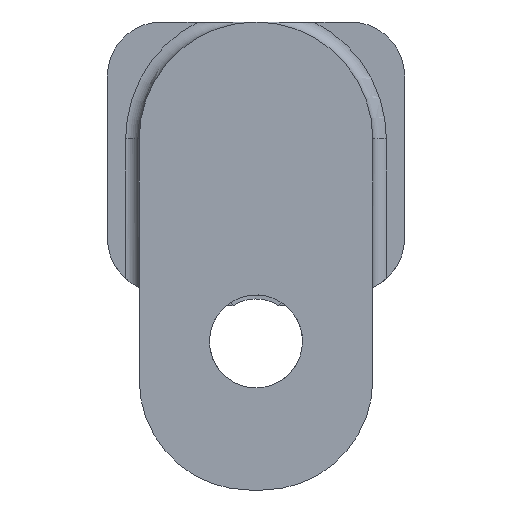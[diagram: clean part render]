
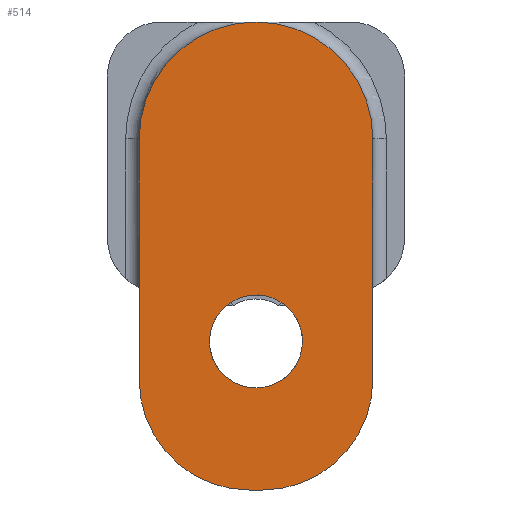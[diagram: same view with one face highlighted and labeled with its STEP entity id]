
A CAD part, front view. The second image highlights one B-rep face of the part: STEP entity #514.
In plain terms, the highlighted planar face has unit normal (0, -1, 0).
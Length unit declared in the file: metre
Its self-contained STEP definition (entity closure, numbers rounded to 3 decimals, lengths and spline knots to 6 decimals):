
#45=CIRCLE('',#561,0.004325);
#46=CIRCLE('',#563,0.00408);
#47=CIRCLE('',#566,0.00408);
#48=CIRCLE('',#568,0.001722);
#108=ORIENTED_EDGE('',*,*,#253,.T.);
#109=ORIENTED_EDGE('',*,*,#236,.T.);
#110=ORIENTED_EDGE('',*,*,#247,.T.);
#111=ORIENTED_EDGE('',*,*,#244,.F.);
#112=ORIENTED_EDGE('',*,*,#252,.F.);
#113=ORIENTED_EDGE('',*,*,#250,.T.);
#114=ORIENTED_EDGE('',*,*,#248,.F.);
#236=EDGE_CURVE('',#315,#314,#359,.T.);
#244=EDGE_CURVE('',#320,#316,#365,.T.);
#247=EDGE_CURVE('',#314,#316,#45,.T.);
#248=EDGE_CURVE('',#315,#322,#46,.T.);
#250=EDGE_CURVE('',#323,#322,#367,.T.);
#252=EDGE_CURVE('',#323,#320,#47,.T.);
#253=EDGE_CURVE('',#324,#324,#48,.F.);
#314=VERTEX_POINT('',#794);
#315=VERTEX_POINT('',#796);
#316=VERTEX_POINT('',#804);
#320=VERTEX_POINT('',#815);
#322=VERTEX_POINT('',#824);
#323=VERTEX_POINT('',#828);
#324=VERTEX_POINT('',#834);
#359=LINE('',#795,#398);
#365=LINE('',#816,#404);
#367=LINE('',#827,#406);
#398=VECTOR('',#632,1.);
#404=VECTOR('',#640,1.);
#406=VECTOR('',#656,1.);
#436=EDGE_LOOP('',(#108));
#437=EDGE_LOOP('',(#109,#110,#111,#112,#113,#114));
#468=FACE_BOUND('',#436,.T.);
#469=FACE_BOUND('',#437,.T.);
#497=PLANE('',#567);
#514=ADVANCED_FACE('',(#468,#469),#497,.T.);
#561=AXIS2_PLACEMENT_3D('',#821,#647,#648);
#563=AXIS2_PLACEMENT_3D('',#823,#651,#652);
#566=AXIS2_PLACEMENT_3D('',#831,#660,#661);
#567=AXIS2_PLACEMENT_3D('',#832,#662,#663);
#568=AXIS2_PLACEMENT_3D('',#833,#664,#665);
#632=DIRECTION('',(0.,0.,1.));
#640=DIRECTION('',(0.,0.,1.));
#647=DIRECTION('',(0.,-1.,0.));
#648=DIRECTION('',(0.,0.,-1.));
#651=DIRECTION('',(0.,1.,0.));
#652=DIRECTION('',(0.,0.,1.));
#656=DIRECTION('',(1.,0.,0.));
#660=DIRECTION('',(0.,1.,0.));
#661=DIRECTION('',(0.,0.,1.));
#662=DIRECTION('',(0.,-1.,0.));
#663=DIRECTION('',(1.,0.,0.));
#664=DIRECTION('',(0.,-1.,0.));
#665=DIRECTION('',(0.,0.,-1.));
#794=CARTESIAN_POINT('',(-0.087475,-0.0015,-0.07525));
#795=CARTESIAN_POINT('',(-0.087475,-0.0015,-0.08346));
#796=CARTESIAN_POINT('',(-0.087475,-0.0015,-0.08417));
#804=CARTESIAN_POINT('',(-0.096125,-0.0015,-0.07525));
#815=CARTESIAN_POINT('',(-0.096125,-0.0015,-0.08417));
#816=CARTESIAN_POINT('',(-0.096125,-0.0015,-0.08346));
#821=CARTESIAN_POINT('',(-0.0918,-0.0015,-0.07525));
#823=CARTESIAN_POINT('',(-0.091555,-0.0015,-0.08417));
#824=CARTESIAN_POINT('',(-0.091555,-0.0015,-0.08825));
#827=CARTESIAN_POINT('',(-0.0918,-0.0015,-0.08825));
#828=CARTESIAN_POINT('',(-0.092045,-0.0015,-0.08825));
#831=CARTESIAN_POINT('',(-0.092045,-0.0015,-0.08417));
#832=CARTESIAN_POINT('',(0.0459,-0.0015,0.));
#833=CARTESIAN_POINT('',(-0.0918,-0.0015,-0.08275));
#834=CARTESIAN_POINT('',(-0.0918,-0.0015,-0.084472));
